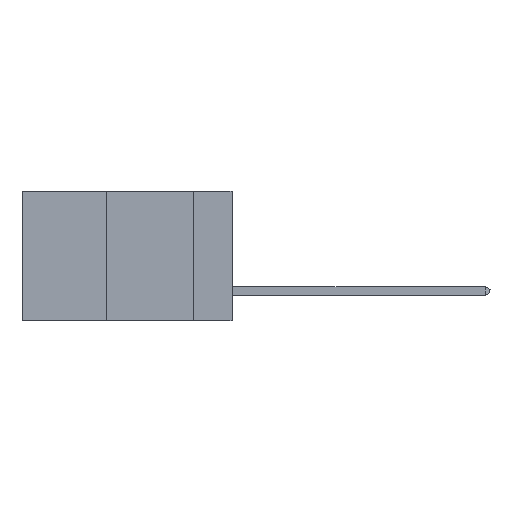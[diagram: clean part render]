
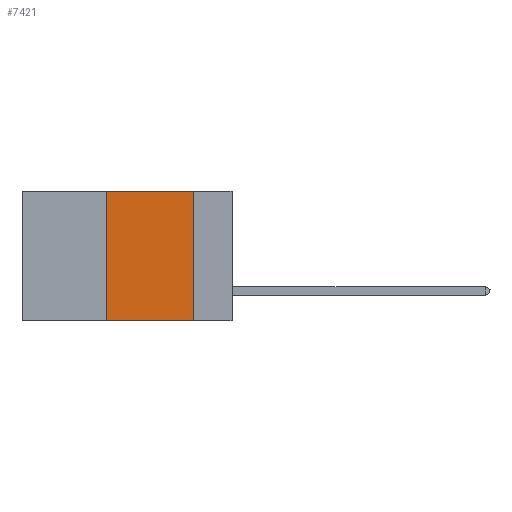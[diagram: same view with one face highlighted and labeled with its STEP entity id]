
A CAD part, left-side view. The second image highlights one B-rep face of the part: STEP entity #7421.
In plain terms, the highlighted planar face has unit normal (-1, 0, 0).
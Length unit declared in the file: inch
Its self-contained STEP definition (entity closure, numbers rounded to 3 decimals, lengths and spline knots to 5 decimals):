
#337 = EDGE_CURVE ( 'NONE', #16396, #17777, #17550, .T. ) ;
#594 = VECTOR ( 'NONE', #13078, 39.37008 ) ;
#2744 = CARTESIAN_POINT ( 'NONE',  ( 0., 0.6, 0. ) ) ;
#2940 = EDGE_CURVE ( 'NONE', #18327, #17777, #15157, .T. ) ;
#3403 = ORIENTED_EDGE ( 'NONE', *, *, #2940, .F. ) ;
#4028 = EDGE_CURVE ( 'NONE', #19078, #18327, #8916, .T. ) ;
#4662 = DIRECTION ( 'NONE',  ( 1., 0., 0. ) ) ;
#5346 = ORIENTED_EDGE ( 'NONE', *, *, #5432, .F. ) ;
#5432 = EDGE_CURVE ( 'NONE', #16396, #19078, #5809, .T. ) ;
#5809 = LINE ( 'NONE', #12392, #8410 ) ;
#6119 = VECTOR ( 'NONE', #17900, 39.37008 ) ;
#7231 = FACE_OUTER_BOUND ( 'NONE', #13315, .T. ) ;
#7421 = ADVANCED_FACE ( 'NONE', ( #7231 ), #15543, .F. ) ;
#8410 = VECTOR ( 'NONE', #17124, 39.37008 ) ;
#8766 = ORIENTED_EDGE ( 'NONE', *, *, #4028, .F. ) ;
#8916 = LINE ( 'NONE', #2744, #10318 ) ;
#10318 = VECTOR ( 'NONE', #10432, 39.37008 ) ;
#10432 = DIRECTION ( 'NONE',  ( 0., -1., 0. ) ) ;
#11185 = CARTESIAN_POINT ( 'NONE',  ( 0., 0.11, 0. ) ) ;
#12108 = AXIS2_PLACEMENT_3D ( 'NONE', #12319, #4662, #15485 ) ;
#12319 = CARTESIAN_POINT ( 'NONE',  ( 0., 0.6, 0. ) ) ;
#12392 = CARTESIAN_POINT ( 'NONE',  ( 0., 0.36, 0. ) ) ;
#13078 = DIRECTION ( 'NONE',  ( 0., -1., 0. ) ) ;
#13315 = EDGE_LOOP ( 'NONE', ( #3403, #8766, #5346, #16061 ) ) ;
#13811 = CARTESIAN_POINT ( 'NONE',  ( 0., 0.36, 0. ) ) ;
#13938 = CARTESIAN_POINT ( 'NONE',  ( 0., 0.11, 0. ) ) ;
#15157 = LINE ( 'NONE', #11185, #6119 ) ;
#15485 = DIRECTION ( 'NONE',  ( 0., 0., -1. ) ) ;
#15519 = CARTESIAN_POINT ( 'NONE',  ( 0., 0.11, -0.37 ) ) ;
#15543 = PLANE ( 'NONE',  #12108 ) ;
#15654 = CARTESIAN_POINT ( 'NONE',  ( 0., 0.36, -0.37 ) ) ;
#16061 = ORIENTED_EDGE ( 'NONE', *, *, #337, .T. ) ;
#16396 = VERTEX_POINT ( 'NONE', #15654 ) ;
#17124 = DIRECTION ( 'NONE',  ( 0., 0., 1. ) ) ;
#17550 = LINE ( 'NONE', #19054, #594 ) ;
#17777 = VERTEX_POINT ( 'NONE', #15519 ) ;
#17900 = DIRECTION ( 'NONE',  ( 0., 0., -1. ) ) ;
#18327 = VERTEX_POINT ( 'NONE', #13938 ) ;
#19054 = CARTESIAN_POINT ( 'NONE',  ( 0., 0.6, -0.37 ) ) ;
#19078 = VERTEX_POINT ( 'NONE', #13811 ) ;
